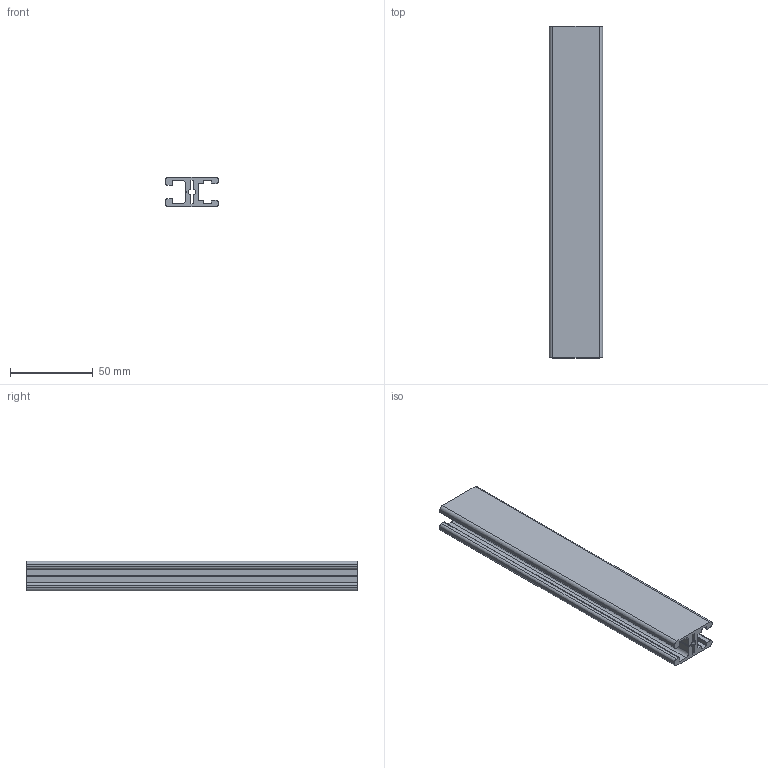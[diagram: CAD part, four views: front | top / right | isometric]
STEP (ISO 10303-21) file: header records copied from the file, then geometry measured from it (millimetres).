
FILE_DESCRIPTION (( 'STEP AP203' ), '1' );
FILE_NAME ('281321899_c_1.STEP', '2022-12-17T14:46:51', ( '' ), ( '' ), 'SwSTEP 2.0', 'SolidWorks 2014', '' );
FILE_SCHEMA (( 'CONFIG_CONTROL_DESIGN' ));
Length unit declared in the file: millimetre
Products named in the file (1): 281321899_c_1
Bounding box: 32 x 200 x 18 mm (x, y, z)
Volume: 49676.4 mm3; surface area: 39164.4 mm2
Topology: 1 solids, 1 shells, 74 faces, 216 edges, 144 vertices
Faces by surface type: cylinder 39, plane 35
Entity records: 2559 total; most frequent: DIRECTION 444, CARTESIAN_POINT 435, ORIENTED_EDGE 432, EDGE_CURVE 216, AXIS2_PLACEMENT_3D 153, VERTEX_POINT 144, LINE 138, VECTOR 138
